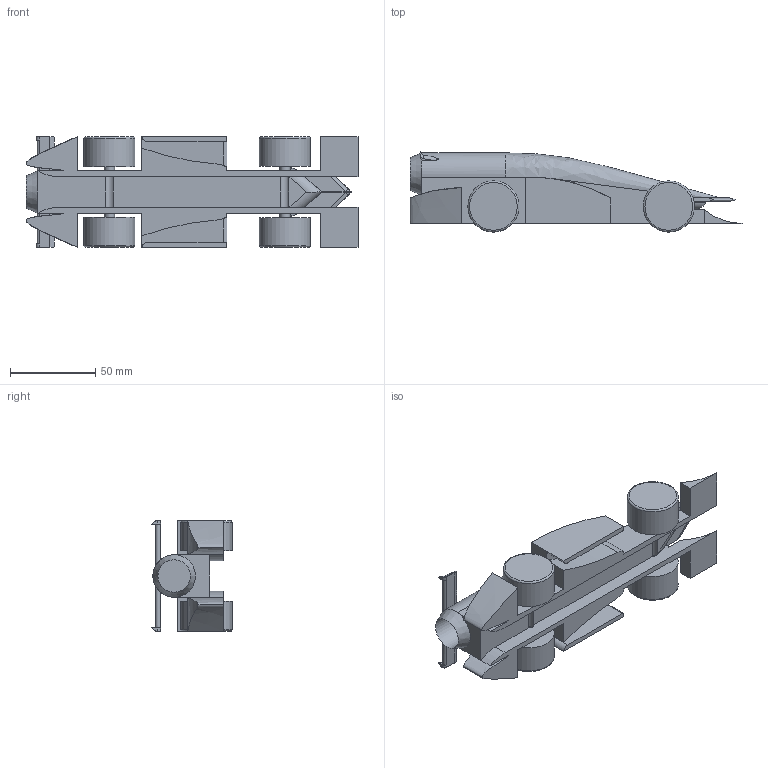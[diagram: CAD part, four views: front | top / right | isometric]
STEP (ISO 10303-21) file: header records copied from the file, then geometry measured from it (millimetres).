
FILE_DESCRIPTION(/* description */ (''),/* implementation_level */ '2;1');
FILE_NAME(/* name */ 'p7 [re-4].step',/* time_stamp */ '2024-03-25T15:56:07+04:00',/* author */ (''),/* organization */ (''),/* preprocessor_version */ 'ST-DEVELOPER v20',/* originating_system */ 'Autodesk Translation Framework v12.20.1.177',/* authorisation */ '');
FILE_SCHEMA (('AUTOMOTIVE_DESIGN { 1 0 10303 214 3 1 1 }'));
Length unit declared in the file: millimetre
Products named in the file (2): (Unsaved); F1 Wheel [P7-2] v1
Assembly tree (4 placements, depth 2):
  (Unsaved)
    F1 Wheel [P7-2] v1  x4
Bounding box: 195 x 47 x 65 mm (x, y, z)
Volume: 193610.8 mm3; surface area: 54915.5 mm2
Topology: 5 solids, 7 shells, 155 faces, 369 edges, 231 vertices
Faces by surface type: plane 86, cylinder 44, bspline 18, torus 6, cone 1
Full cylindrical faces by diameter (mm): 6 x6, 19 x1, 30 x4
Entity records: 5270 total; most frequent: CARTESIAN_POINT 2015, ORIENTED_EDGE 688, DIRECTION 623, EDGE_CURVE 344, VERTEX_POINT 216, AXIS2_PLACEMENT_3D 213, LINE 197, VECTOR 197
